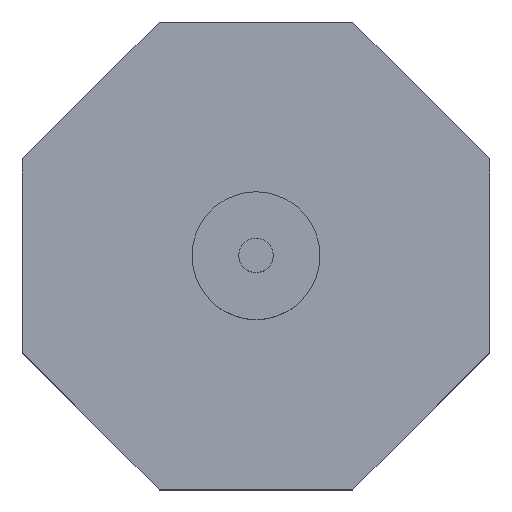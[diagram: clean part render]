
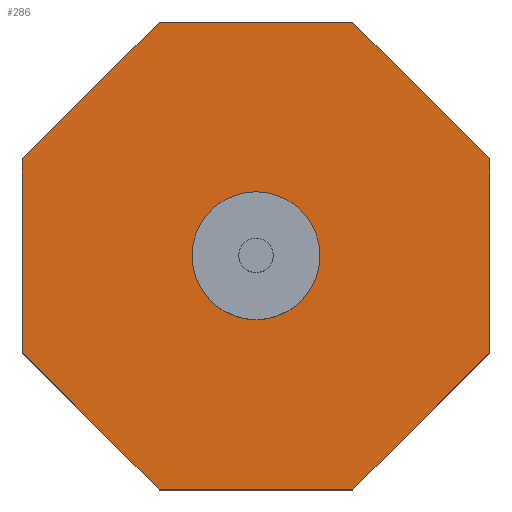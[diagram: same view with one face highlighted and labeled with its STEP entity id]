
A CAD part, top view. The second image highlights one B-rep face of the part: STEP entity #286.
In plain terms, the highlighted planar face has unit normal (0, 0, 1).
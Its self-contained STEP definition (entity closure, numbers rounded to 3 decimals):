
#19=FACE_BOUND('',#65,.T.);
#31=PLANE('',#322);
#46=FACE_OUTER_BOUND('',#64,.T.);
#64=EDGE_LOOP('',(#237,#238,#239,#240,#241,#242,#243,#244));
#65=EDGE_LOOP('',(#245));
#80=LINE('',#433,#108);
#83=LINE('',#439,#111);
#86=LINE('',#445,#114);
#89=LINE('',#451,#117);
#92=LINE('',#457,#120);
#95=LINE('',#463,#123);
#98=LINE('',#469,#126);
#101=LINE('',#473,#129);
#108=VECTOR('',#350,10.);
#111=VECTOR('',#355,10.);
#114=VECTOR('',#360,10.);
#117=VECTOR('',#365,10.);
#120=VECTOR('',#370,10.);
#123=VECTOR('',#375,10.);
#126=VECTOR('',#380,10.);
#129=VECTOR('',#385,10.);
#133=CIRCLE('',#312,2.325);
#141=VERTEX_POINT('',#421);
#145=VERTEX_POINT('',#430);
#146=VERTEX_POINT('',#432);
#148=VERTEX_POINT('',#438);
#150=VERTEX_POINT('',#444);
#152=VERTEX_POINT('',#450);
#154=VERTEX_POINT('',#456);
#156=VERTEX_POINT('',#462);
#158=VERTEX_POINT('',#468);
#165=EDGE_CURVE('',#141,#141,#133,.T.);
#170=EDGE_CURVE('',#146,#145,#80,.T.);
#173=EDGE_CURVE('',#148,#146,#83,.T.);
#176=EDGE_CURVE('',#150,#148,#86,.T.);
#179=EDGE_CURVE('',#152,#150,#89,.T.);
#182=EDGE_CURVE('',#154,#152,#92,.T.);
#185=EDGE_CURVE('',#156,#154,#95,.T.);
#188=EDGE_CURVE('',#158,#156,#98,.T.);
#191=EDGE_CURVE('',#145,#158,#101,.T.);
#237=ORIENTED_EDGE('',*,*,#191,.T.);
#238=ORIENTED_EDGE('',*,*,#188,.T.);
#239=ORIENTED_EDGE('',*,*,#185,.T.);
#240=ORIENTED_EDGE('',*,*,#182,.T.);
#241=ORIENTED_EDGE('',*,*,#179,.T.);
#242=ORIENTED_EDGE('',*,*,#176,.T.);
#243=ORIENTED_EDGE('',*,*,#173,.T.);
#244=ORIENTED_EDGE('',*,*,#170,.T.);
#245=ORIENTED_EDGE('',*,*,#165,.T.);
#286=ADVANCED_FACE('',(#46,#19),#31,.T.);
#312=AXIS2_PLACEMENT_3D('',#422,#341,#342);
#322=AXIS2_PLACEMENT_3D('',#474,#386,#387);
#341=DIRECTION('center_axis',(0.,0.,-1.));
#342=DIRECTION('ref_axis',(1.,0.,0.));
#350=DIRECTION('',(0.,1.,0.));
#355=DIRECTION('',(0.707,0.707,0.));
#360=DIRECTION('',(1.,0.,0.));
#365=DIRECTION('',(0.707,-0.707,0.));
#370=DIRECTION('',(0.,-1.,0.));
#375=DIRECTION('',(-0.707,-0.707,0.));
#380=DIRECTION('',(-1.,0.,0.));
#385=DIRECTION('',(-0.707,0.707,0.));
#386=DIRECTION('center_axis',(0.,0.,1.));
#387=DIRECTION('ref_axis',(1.,0.,0.));
#421=CARTESIAN_POINT('',(-2.325,0.,8.6));
#422=CARTESIAN_POINT('Origin',(0.,0.,8.6));
#430=CARTESIAN_POINT('',(8.5,3.521,8.6));
#432=CARTESIAN_POINT('',(8.5,-3.521,8.6));
#433=CARTESIAN_POINT('',(8.5,3.521,8.6));
#438=CARTESIAN_POINT('',(3.521,-8.5,8.6));
#439=CARTESIAN_POINT('',(8.5,-3.521,8.6));
#444=CARTESIAN_POINT('',(-3.521,-8.5,8.6));
#445=CARTESIAN_POINT('',(3.521,-8.5,8.6));
#450=CARTESIAN_POINT('',(-8.5,-3.521,8.6));
#451=CARTESIAN_POINT('',(-3.521,-8.5,8.6));
#456=CARTESIAN_POINT('',(-8.5,3.521,8.6));
#457=CARTESIAN_POINT('',(-8.5,-3.521,8.6));
#462=CARTESIAN_POINT('',(-3.521,8.5,8.6));
#463=CARTESIAN_POINT('',(-8.5,3.521,8.6));
#468=CARTESIAN_POINT('',(3.521,8.5,8.6));
#469=CARTESIAN_POINT('',(-3.521,8.5,8.6));
#473=CARTESIAN_POINT('',(3.521,8.5,8.6));
#474=CARTESIAN_POINT('Origin',(0.,0.,8.6));
